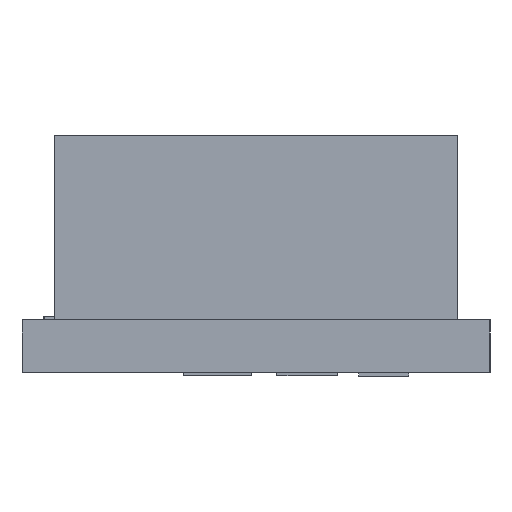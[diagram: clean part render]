
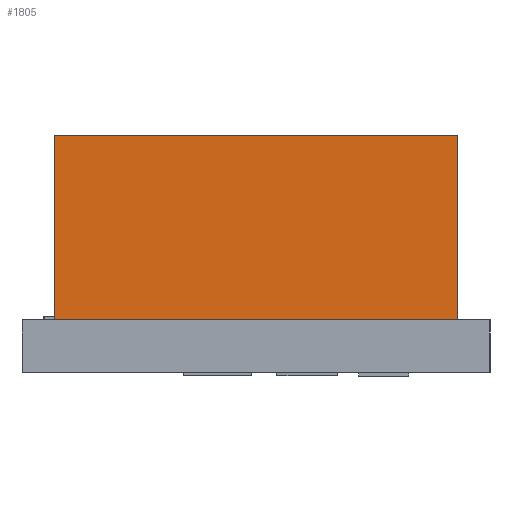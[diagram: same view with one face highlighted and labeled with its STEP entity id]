
A CAD part, left-side view. The second image highlights one B-rep face of the part: STEP entity #1805.
In plain terms, the highlighted face is planar.
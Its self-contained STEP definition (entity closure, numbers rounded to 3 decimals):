
#251=FACE_OUTER_BOUND('',#393,.T.);
#393=EDGE_LOOP('',(#1623,#1624,#1625,#1626));
#575=LINE('',#2948,#763);
#576=LINE('',#2950,#764);
#577=LINE('',#2952,#765);
#578=LINE('',#2953,#766);
#763=VECTOR('',#2449,10.);
#764=VECTOR('',#2450,10.);
#765=VECTOR('',#2451,10.);
#766=VECTOR('',#2452,10.);
#925=VERTEX_POINT('',#2946);
#926=VERTEX_POINT('',#2947);
#927=VERTEX_POINT('',#2949);
#928=VERTEX_POINT('',#2951);
#1159=EDGE_CURVE('',#925,#926,#575,.T.);
#1160=EDGE_CURVE('',#926,#927,#576,.T.);
#1161=EDGE_CURVE('',#928,#927,#577,.T.);
#1162=EDGE_CURVE('',#925,#928,#578,.T.);
#1623=ORIENTED_EDGE('',*,*,#1159,.T.);
#1624=ORIENTED_EDGE('',*,*,#1160,.T.);
#1625=ORIENTED_EDGE('',*,*,#1161,.F.);
#1626=ORIENTED_EDGE('',*,*,#1162,.F.);
#1711=PLANE('',#1978);
#1805=ADVANCED_FACE('',(#251),#1711,.T.);
#1978=AXIS2_PLACEMENT_3D('',#2945,#2447,#2448);
#2447=DIRECTION('center_axis',(0.,1.,0.));
#2448=DIRECTION('ref_axis',(-1.,0.,0.));
#2449=DIRECTION('',(-1.,0.,0.));
#2450=DIRECTION('',(0.,0.,1.));
#2451=DIRECTION('',(-1.,0.,0.));
#2452=DIRECTION('',(0.,0.,1.));
#2945=CARTESIAN_POINT('Origin',(6.,3.,0.));
#2946=CARTESIAN_POINT('',(6.,3.,0.));
#2947=CARTESIAN_POINT('',(-6.,3.,0.));
#2948=CARTESIAN_POINT('',(6.,3.,0.));
#2949=CARTESIAN_POINT('',(-6.,3.,5.5));
#2950=CARTESIAN_POINT('',(-6.,3.,0.));
#2951=CARTESIAN_POINT('',(6.,3.,5.5));
#2952=CARTESIAN_POINT('',(3.,3.,5.5));
#2953=CARTESIAN_POINT('',(6.,3.,0.));
